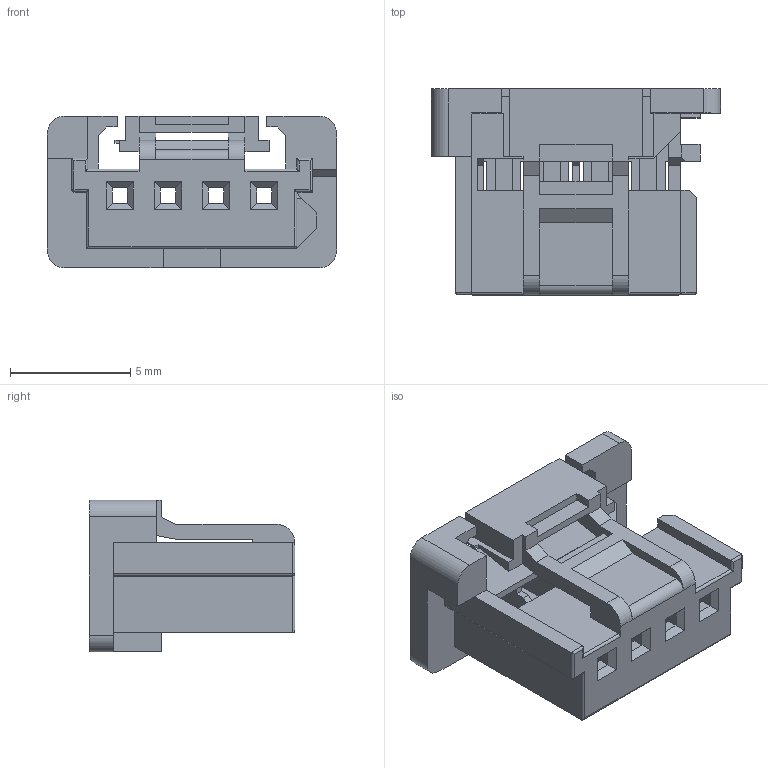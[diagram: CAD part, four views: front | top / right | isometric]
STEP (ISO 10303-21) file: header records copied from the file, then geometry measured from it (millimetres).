
FILE_DESCRIPTION((''),'2;1');
FILE_NAME('FHG20019-S06M1WHB','2025-12-05T',('工程三'),(''),'PRO/ENGINEER BY PARAMETRIC TECHNOLOGY CORPORATION, 2010280','PRO/ENGINEER BY PARAMETRIC TECHNOLOGY CORPORATION, 2010280','');
FILE_SCHEMA(('CONFIG_CONTROL_DESIGN'));
Length unit declared in the file: millimetre
Products named in the file (1): FHG20019-S06M1WHB
Bounding box: 12 x 8.55 x 6.3 mm (x, y, z)
Volume: 180 mm3; surface area: 747.8 mm2
Topology: 1 solids, 1 shells, 303 faces, 886 edges, 569 vertices
Faces by surface type: plane 279, cylinder 22, sphere 2
Entity records: 9908 total; most frequent: CARTESIAN_POINT 1828, ORIENTED_EDGE 1772, DIRECTION 1506, EDGE_CURVE 886, VECTOR 852, LINE 852, VERTEX_POINT 569, AXIS2_PLACEMENT_3D 327
